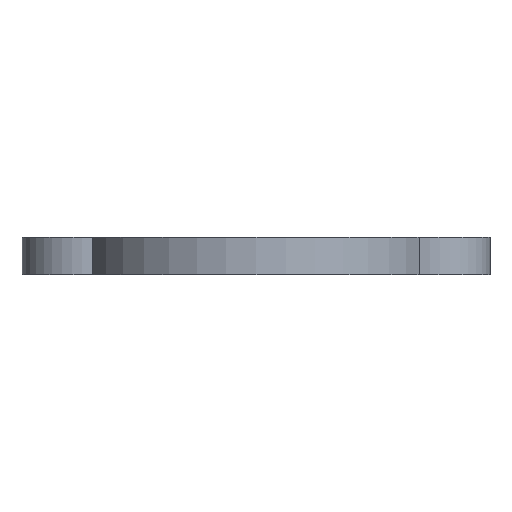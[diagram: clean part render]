
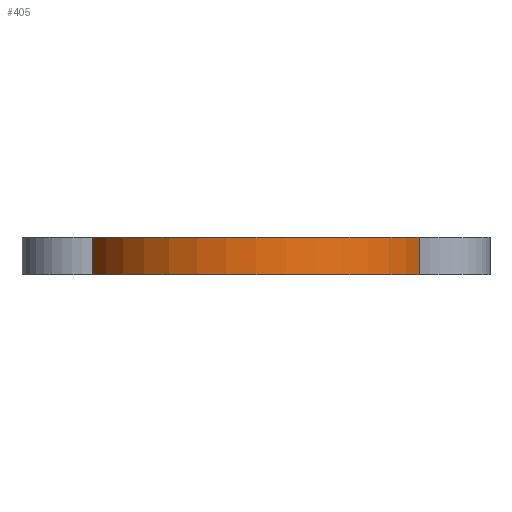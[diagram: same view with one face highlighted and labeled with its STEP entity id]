
A CAD part, front view. The second image highlights one B-rep face of the part: STEP entity #405.
In plain terms, the highlighted cylindrical face has radius 11.5 mm (diameter 23 mm), a partial arc.
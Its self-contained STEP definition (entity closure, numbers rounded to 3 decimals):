
#40 = DIRECTION ( 'NONE',  ( 0., 0., -1. ) ) ;
#84 = VERTEX_POINT ( 'NONE', #965 ) ;
#122 = EDGE_CURVE ( 'NONE', #300, #84, #357, .T. ) ;
#168 = EDGE_LOOP ( 'NONE', ( #951, #816, #605, #878 ) ) ;
#171 = CARTESIAN_POINT ( 'NONE',  ( -10.804, -3.939, 2.5 ) ) ;
#239 = VERTEX_POINT ( 'NONE', #171 ) ;
#277 = EDGE_CURVE ( 'NONE', #628, #84, #963, .T. ) ;
#287 = CARTESIAN_POINT ( 'NONE',  ( 0., 0., 2.5 ) ) ;
#294 = VECTOR ( 'NONE', #40, 1000. ) ;
#300 = VERTEX_POINT ( 'NONE', #926 ) ;
#301 = VECTOR ( 'NONE', #446, 1000. ) ;
#303 = CARTESIAN_POINT ( 'NONE',  ( -10.804, -3.939, 2.5 ) ) ;
#321 = AXIS2_PLACEMENT_3D ( 'NONE', #870, #668, #736 ) ;
#357 = CIRCLE ( 'NONE', #728, 11.5 ) ;
#399 = DIRECTION ( 'NONE',  ( 1., 0., 0. ) ) ;
#405 = ADVANCED_FACE ( 'NONE', ( #433 ), #707, .T. ) ;
#433 = FACE_OUTER_BOUND ( 'NONE', #168, .T. ) ;
#434 = DIRECTION ( 'NONE',  ( 0., 0., -1. ) ) ;
#446 = DIRECTION ( 'NONE',  ( 0., 0., -1. ) ) ;
#447 = EDGE_CURVE ( 'NONE', #239, #300, #569, .T. ) ;
#525 = EDGE_CURVE ( 'NONE', #239, #628, #579, .T. ) ;
#569 = LINE ( 'NONE', #303, #301 ) ;
#579 = CIRCLE ( 'NONE', #321, 11.5 ) ;
#605 = ORIENTED_EDGE ( 'NONE', *, *, #525, .F. ) ;
#620 = AXIS2_PLACEMENT_3D ( 'NONE', #287, #434, #949 ) ;
#628 = VERTEX_POINT ( 'NONE', #899 ) ;
#668 = DIRECTION ( 'NONE',  ( 0., 0., 1. ) ) ;
#707 = CYLINDRICAL_SURFACE ( 'NONE', #620, 11.5 ) ;
#728 = AXIS2_PLACEMENT_3D ( 'NONE', #837, #895, #399 ) ;
#736 = DIRECTION ( 'NONE',  ( 1., 0., 0. ) ) ;
#816 = ORIENTED_EDGE ( 'NONE', *, *, #277, .F. ) ;
#837 = CARTESIAN_POINT ( 'NONE',  ( 0., 0., 0. ) ) ;
#870 = CARTESIAN_POINT ( 'NONE',  ( 0., 0., 2.5 ) ) ;
#878 = ORIENTED_EDGE ( 'NONE', *, *, #447, .T. ) ;
#895 = DIRECTION ( 'NONE',  ( 0., 0., 1. ) ) ;
#899 = CARTESIAN_POINT ( 'NONE',  ( 10.804, -3.939, 2.5 ) ) ;
#926 = CARTESIAN_POINT ( 'NONE',  ( -10.804, -3.939, 0. ) ) ;
#928 = CARTESIAN_POINT ( 'NONE',  ( 10.804, -3.939, 2.5 ) ) ;
#949 = DIRECTION ( 'NONE',  ( -1., 0., 0. ) ) ;
#951 = ORIENTED_EDGE ( 'NONE', *, *, #122, .T. ) ;
#963 = LINE ( 'NONE', #928, #294 ) ;
#965 = CARTESIAN_POINT ( 'NONE',  ( 10.804, -3.939, 0. ) ) ;
